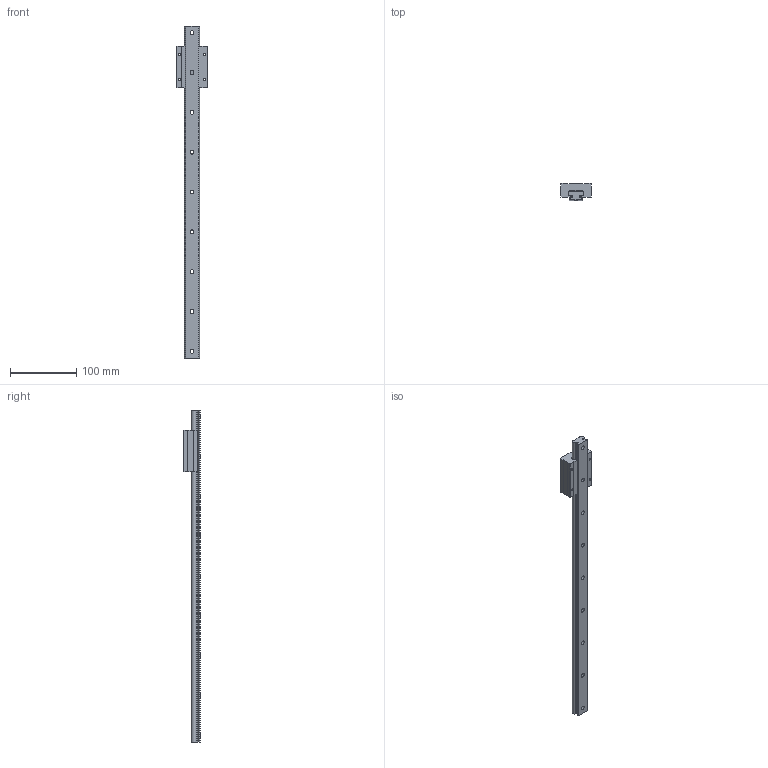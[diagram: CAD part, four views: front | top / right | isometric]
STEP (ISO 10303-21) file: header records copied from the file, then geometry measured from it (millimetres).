
FILE_DESCRIPTION (( 'STEP AP214' ), '1' );
FILE_NAME ('GST_62A356A0F8.step', '2021-09-06T10:30:23', ( '' ), ( '' ), 'SwSTEP 2.0', 'SolidWorks 2019', '' );
FILE_SCHEMA (( 'AUTOMOTIVE_DESIGN' ));
Length unit declared in the file: inch
Products named in the file (5): 00E6KfW2i1_CADModel_0; 00E6KfW2i1_CADModel_1; GST_62A356A0F8
Assembly tree (2 placements, depth 2):
  00E6KfW2i1_CADModel_0
  00E6KfW2i1_CADModel_1
  GST_62A356A0F8
    00E6KfW2i1_CADModel_1
    00E6KfW2i1_CADModel_0
Bounding box: 46 x 25 x 500 mm (x, y, z)
Volume: 159033 mm3; surface area: 60190.6 mm2
Topology: 4 solids, 4 shells, 160 faces, 429 edges, 286 vertices
Faces by surface type: plane 86, cylinder 74
Entity records: 7345 total; most frequent: DIRECTION 909, CARTESIAN_POINT 881, ORIENTED_EDGE 858, EDGE_CURVE 429, AXIS2_PLACEMENT_3D 314, VERTEX_POINT 286, VECTOR 281, LINE 281
